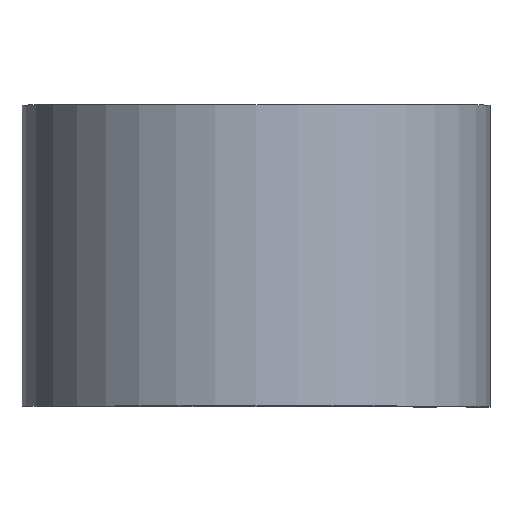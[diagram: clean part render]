
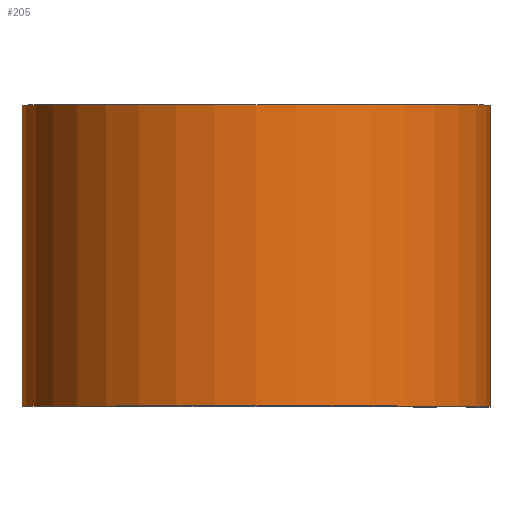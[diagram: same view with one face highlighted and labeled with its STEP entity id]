
A CAD part, top view. The second image highlights one B-rep face of the part: STEP entity #205.
In plain terms, the highlighted cylindrical face has radius 12.332 mm (diameter 24.663 mm), a partial arc.
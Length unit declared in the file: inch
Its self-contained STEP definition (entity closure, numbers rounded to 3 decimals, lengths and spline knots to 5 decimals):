
#24 = CARTESIAN_POINT ( 'NONE',  ( 0., 0.3125, 0. ) ) ;
#29 = ORIENTED_EDGE ( 'NONE', *, *, #303, .F. ) ;
#48 = AXIS2_PLACEMENT_3D ( 'NONE', #459, #460, #468 ) ;
#95 = VERTEX_POINT ( 'NONE', #467 ) ;
#126 = EDGE_LOOP ( 'NONE', ( #201, #29, #700, #308 ) ) ;
#160 = CIRCLE ( 'NONE', #48, 0.4855 ) ;
#169 = LINE ( 'NONE', #349, #724 ) ;
#170 = CARTESIAN_POINT ( 'NONE',  ( 0.4855, 0.3125, 0. ) ) ;
#172 = EDGE_CURVE ( 'NONE', #659, #485, #592, .T. ) ;
#195 = CIRCLE ( 'NONE', #552, 0.4855 ) ;
#201 = ORIENTED_EDGE ( 'NONE', *, *, #547, .T. ) ;
#205 = ADVANCED_FACE ( 'NONE', ( #639 ), #681, .T. ) ;
#228 = VERTEX_POINT ( 'NONE', #170 ) ;
#299 = DIRECTION ( 'NONE',  ( 0., -1., 0. ) ) ;
#303 = EDGE_CURVE ( 'NONE', #228, #95, #169, .T. ) ;
#304 = DIRECTION ( 'NONE',  ( 0., -1., 0. ) ) ;
#308 = ORIENTED_EDGE ( 'NONE', *, *, #172, .T. ) ;
#315 = CARTESIAN_POINT ( 'NONE',  ( 0., 0.3125, -0.4855 ) ) ;
#327 = EDGE_CURVE ( 'NONE', #659, #228, #160, .T. ) ;
#349 = CARTESIAN_POINT ( 'NONE',  ( 0.4855, 0.3125, 0. ) ) ;
#370 = DIRECTION ( 'NONE',  ( 0., -1., 0. ) ) ;
#438 = AXIS2_PLACEMENT_3D ( 'NONE', #24, #304, #524 ) ;
#451 = CARTESIAN_POINT ( 'NONE',  ( 0., -0.3125, -0.4855 ) ) ;
#459 = CARTESIAN_POINT ( 'NONE',  ( 0., 0.3125, 0. ) ) ;
#460 = DIRECTION ( 'NONE',  ( 0., 1., 0. ) ) ;
#467 = CARTESIAN_POINT ( 'NONE',  ( 0.4855, -0.3125, 0. ) ) ;
#468 = DIRECTION ( 'NONE',  ( 1., 0., 0. ) ) ;
#485 = VERTEX_POINT ( 'NONE', #451 ) ;
#524 = DIRECTION ( 'NONE',  ( 0., 0., -1. ) ) ;
#547 = EDGE_CURVE ( 'NONE', #485, #95, #195, .T. ) ;
#552 = AXIS2_PLACEMENT_3D ( 'NONE', #590, #596, #618 ) ;
#584 = VECTOR ( 'NONE', #299, 39.37008 ) ;
#589 = CARTESIAN_POINT ( 'NONE',  ( 0., 0.3125, -0.4855 ) ) ;
#590 = CARTESIAN_POINT ( 'NONE',  ( 0., -0.3125, 0. ) ) ;
#592 = LINE ( 'NONE', #589, #584 ) ;
#596 = DIRECTION ( 'NONE',  ( 0., 1., 0. ) ) ;
#618 = DIRECTION ( 'NONE',  ( 1., 0., 0. ) ) ;
#639 = FACE_OUTER_BOUND ( 'NONE', #126, .T. ) ;
#659 = VERTEX_POINT ( 'NONE', #315 ) ;
#681 = CYLINDRICAL_SURFACE ( 'NONE', #438, 0.4855 ) ;
#700 = ORIENTED_EDGE ( 'NONE', *, *, #327, .F. ) ;
#724 = VECTOR ( 'NONE', #370, 39.37008 ) ;
